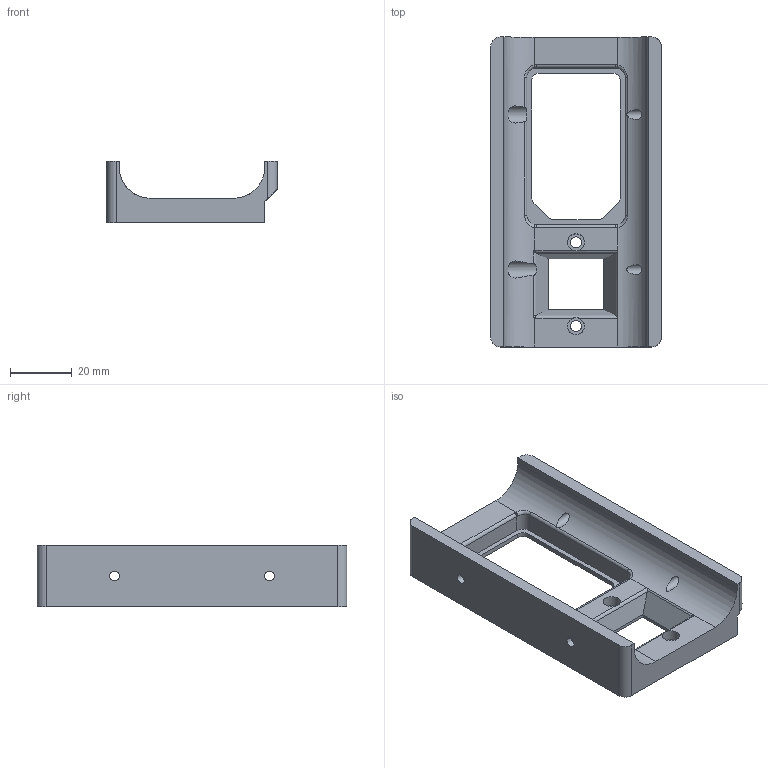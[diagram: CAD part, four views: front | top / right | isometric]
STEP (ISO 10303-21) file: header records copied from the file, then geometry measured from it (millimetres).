
FILE_DESCRIPTION(/* description */ (''),/* implementation_level */ '2;1');
FILE_NAME(/* name */ 'mains_plug_panel_with_rj45_panel_mount.step',/* time_stamp */ '2018-11-16T08:25:06+00:00',/* author */ ('tinkercad-griff'),/* organization */ (''),/* preprocessor_version */ 'ST-DEVELOPER v17.2',/* originating_system */ 'Autodesk Translation Framework v7.6.0.251',/* authorisation */ '');
FILE_SCHEMA (('AUTOMOTIVE_DESIGN { 1 0 10303 214 3 1 1 }'));
Length unit declared in the file: millimetre
Products named in the file (1): Power socket plus RJ45 Panel Mount
Bounding box: 55 x 100 x 20 mm (x, y, z)
Volume: 37874.8 mm3; surface area: 16230.9 mm2
Topology: 1 solids, 1 shells, 85 faces, 246 edges, 159 vertices
Faces by surface type: plane 37, cylinder 36, bspline 10, torus 2
Full cylindrical faces by diameter (mm): 3.2 x4, 3.6 x2, 5.5 x4
Entity records: 12086 total; most frequent: CARTESIAN_POINT 9805, ORIENTED_EDGE 492, DIRECTION 449, EDGE_CURVE 246, AXIS2_PLACEMENT_3D 161, VERTEX_POINT 159, LINE 127, VECTOR 127
